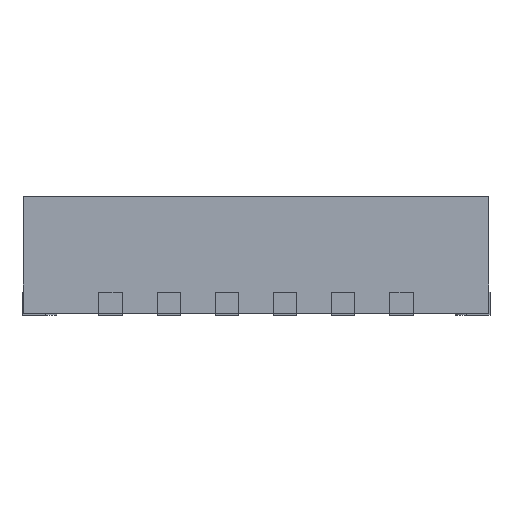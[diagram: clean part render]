
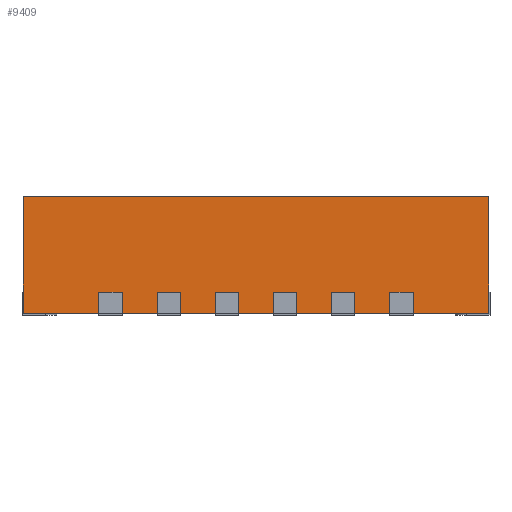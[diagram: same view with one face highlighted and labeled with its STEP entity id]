
A CAD part, left-side view. The second image highlights one B-rep face of the part: STEP entity #9409.
In plain terms, the highlighted planar face has unit normal (-1, 0, 0).
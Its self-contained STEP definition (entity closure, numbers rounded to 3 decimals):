
#506=PLANE('',#9996);
#876=FACE_OUTER_BOUND('',#1420,.T.);
#1420=EDGE_LOOP('',(#6309,#6310,#6311,#6312));
#1970=LINE('',#12603,#2958);
#2003=LINE('',#12867,#2991);
#2054=LINE('',#13272,#3042);
#2056=LINE('',#13275,#3044);
#2958=VECTOR('',#10542,1.);
#2991=VECTOR('',#10577,1.);
#3042=VECTOR('',#10630,1.);
#3044=VECTOR('',#10634,1.);
#3995=VERTEX_POINT('',#12597);
#3997=VERTEX_POINT('',#12601);
#4040=VERTEX_POINT('',#12864);
#4041=VERTEX_POINT('',#12866);
#4874=EDGE_CURVE('',#3995,#3997,#1970,.T.);
#4917=EDGE_CURVE('',#4040,#4041,#2003,.T.);
#4989=EDGE_CURVE('',#4040,#3995,#2054,.T.);
#4991=EDGE_CURVE('',#4041,#3997,#2056,.T.);
#6309=ORIENTED_EDGE('',*,*,#4874,.T.);
#6310=ORIENTED_EDGE('',*,*,#4991,.F.);
#6311=ORIENTED_EDGE('',*,*,#4917,.F.);
#6312=ORIENTED_EDGE('',*,*,#4989,.T.);
#9409=ADVANCED_FACE('',(#876),#506,.F.);
#9996=AXIS2_PLACEMENT_3D('',#13274,#10632,#10633);
#10542=DIRECTION('',(0.,-1.,0.));
#10577=DIRECTION('',(0.,-1.,0.));
#10630=DIRECTION('',(0.,0.,-1.));
#10632=DIRECTION('center_axis',(1.,0.,0.));
#10633=DIRECTION('ref_axis',(0.,0.,-1.));
#10634=DIRECTION('',(0.,0.,-1.));
#12597=CARTESIAN_POINT('',(-2.,2.,0.02));
#12601=CARTESIAN_POINT('',(-2.,-2.,0.02));
#12603=CARTESIAN_POINT('',(-2.,-2.,0.02));
#12864=CARTESIAN_POINT('',(-2.,2.,1.02));
#12866=CARTESIAN_POINT('',(-2.,-2.,1.02));
#12867=CARTESIAN_POINT('',(-2.,-2.,1.02));
#13272=CARTESIAN_POINT('',(-2.,2.,1.02));
#13274=CARTESIAN_POINT('Origin',(-2.,-2.,1.02));
#13275=CARTESIAN_POINT('',(-2.,-2.,1.02));
